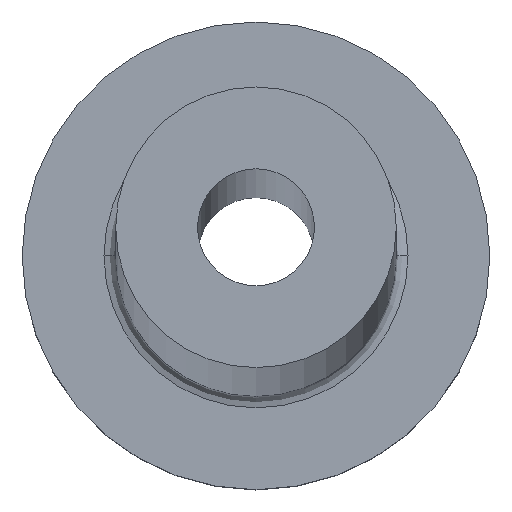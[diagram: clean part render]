
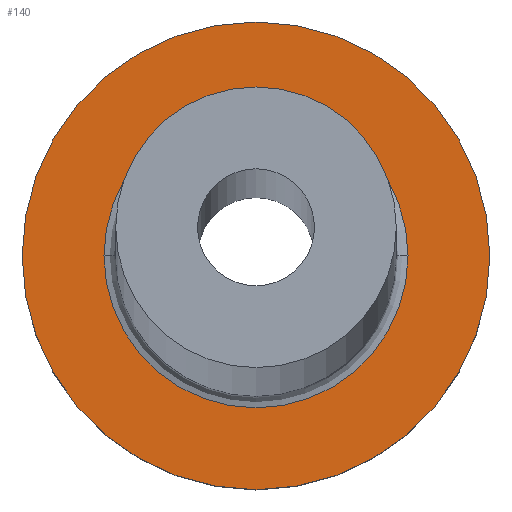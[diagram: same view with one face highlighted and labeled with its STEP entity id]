
A CAD part, top view. The second image highlights one B-rep face of the part: STEP entity #140.
In plain terms, the highlighted planar face has unit normal (0, 0, 1).
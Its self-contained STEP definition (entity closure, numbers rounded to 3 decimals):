
#1 = CARTESIAN_POINT ( 'NONE',  ( 0., 0., 7. ) ) ;
#4 = DIRECTION ( 'NONE',  ( 0., 0., 1. ) ) ;
#5 = DIRECTION ( 'NONE',  ( 1., 0., 0. ) ) ;
#7 = CARTESIAN_POINT ( 'NONE',  ( 0., 0., 7. ) ) ;
#10 = VERTEX_POINT ( 'NONE', #84 ) ;
#18 = EDGE_CURVE ( 'NONE', #340, #45, #234, .T. ) ;
#20 = CARTESIAN_POINT ( 'NONE',  ( 0., 0., 7. ) ) ;
#24 = CARTESIAN_POINT ( 'NONE',  ( 6.5, 0., 7. ) ) ;
#45 = VERTEX_POINT ( 'NONE', #24 ) ;
#60 = DIRECTION ( 'NONE',  ( 1., 0., 0. ) ) ;
#65 = EDGE_LOOP ( 'NONE', ( #73, #160 ) ) ;
#66 = AXIS2_PLACEMENT_3D ( 'NONE', #93, #175, #356 ) ;
#73 = ORIENTED_EDGE ( 'NONE', *, *, #92, .T. ) ;
#84 = CARTESIAN_POINT ( 'NONE',  ( 10., 0., 7. ) ) ;
#87 = FACE_OUTER_BOUND ( 'NONE', #65, .T. ) ;
#92 = EDGE_CURVE ( 'NONE', #161, #10, #343, .T. ) ;
#93 = CARTESIAN_POINT ( 'NONE',  ( 0., 0., 7. ) ) ;
#95 = AXIS2_PLACEMENT_3D ( 'NONE', #7, #4, #5 ) ;
#110 = CIRCLE ( 'NONE', #367, 6.5 ) ;
#122 = ORIENTED_EDGE ( 'NONE', *, *, #182, .T. ) ;
#131 = DIRECTION ( 'NONE',  ( 0., 0., 1. ) ) ;
#140 = ADVANCED_FACE ( 'NONE', ( #270, #87 ), #231, .T. ) ;
#160 = ORIENTED_EDGE ( 'NONE', *, *, #241, .T. ) ;
#161 = VERTEX_POINT ( 'NONE', #233 ) ;
#174 = AXIS2_PLACEMENT_3D ( 'NONE', #20, #131, #253 ) ;
#175 = DIRECTION ( 'NONE',  ( 0., 0., 1. ) ) ;
#181 = EDGE_LOOP ( 'NONE', ( #122, #197 ) ) ;
#182 = EDGE_CURVE ( 'NONE', #45, #340, #110, .T. ) ;
#197 = ORIENTED_EDGE ( 'NONE', *, *, #18, .T. ) ;
#231 = PLANE ( 'NONE',  #66 ) ;
#233 = CARTESIAN_POINT ( 'NONE',  ( -10., 0., 7. ) ) ;
#234 = CIRCLE ( 'NONE', #315, 6.5 ) ;
#237 = DIRECTION ( 'NONE',  ( 0., 0., -1. ) ) ;
#241 = EDGE_CURVE ( 'NONE', #10, #161, #262, .T. ) ;
#253 = DIRECTION ( 'NONE',  ( 1., 0., 0. ) ) ;
#262 = CIRCLE ( 'NONE', #95, 10. ) ;
#270 = FACE_BOUND ( 'NONE', #181, .T. ) ;
#293 = DIRECTION ( 'NONE',  ( 1., 0., 0. ) ) ;
#306 = CARTESIAN_POINT ( 'NONE',  ( -6.5, 0., 7. ) ) ;
#315 = AXIS2_PLACEMENT_3D ( 'NONE', #1, #378, #293 ) ;
#330 = CARTESIAN_POINT ( 'NONE',  ( 0., 0., 7. ) ) ;
#340 = VERTEX_POINT ( 'NONE', #306 ) ;
#343 = CIRCLE ( 'NONE', #174, 10. ) ;
#356 = DIRECTION ( 'NONE',  ( 1., 0., 0. ) ) ;
#367 = AXIS2_PLACEMENT_3D ( 'NONE', #330, #237, #60 ) ;
#378 = DIRECTION ( 'NONE',  ( 0., 0., -1. ) ) ;
